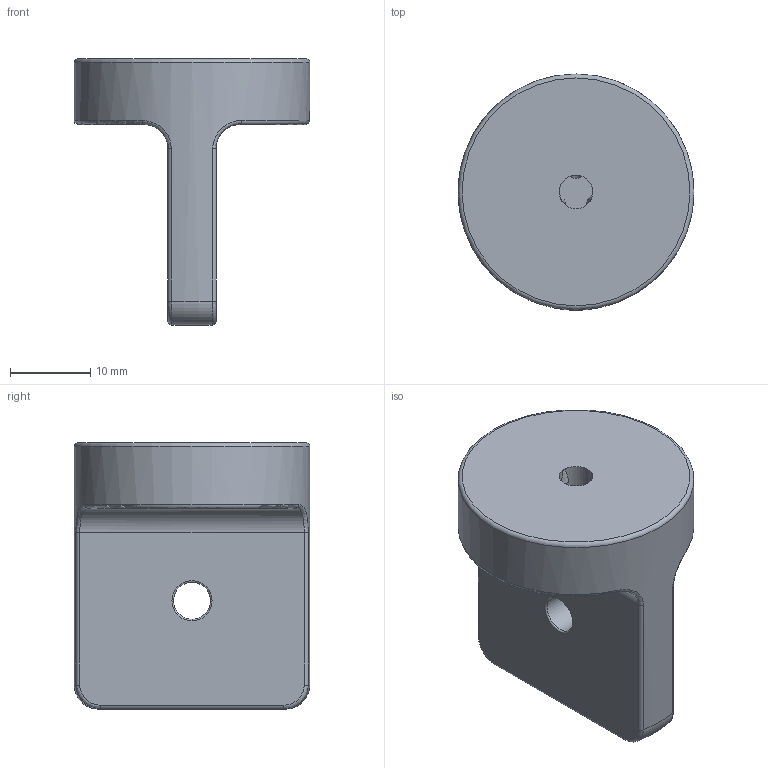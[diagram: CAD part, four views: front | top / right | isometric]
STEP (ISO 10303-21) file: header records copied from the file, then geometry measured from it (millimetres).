
FILE_DESCRIPTION(/* description */ (''),/* implementation_level */ '2;1');
FILE_NAME(/* name */ 'WheelHub.step',/* time_stamp */ '2025-10-08T19:12:09-07:00',/* author */ (''),/* organization */ (''),/* preprocessor_version */ 'ST-DEVELOPER v20.1',/* originating_system */ 'Autodesk Translation Framework v14.17.0.0',/* authorisation */ '');
FILE_SCHEMA (('AUTOMOTIVE_DESIGN { 1 0 10303 214 3 1 1 }'));
Length unit declared in the file: millimetre
Products named in the file (1): WheelHub
Bounding box: 29.4 x 29.4 x 33.18 mm (x, y, z)
Volume: 9702.1 mm3; surface area: 3970.2 mm2
Topology: 1 solids, 1 shells, 41 faces, 94 edges, 56 vertices
Faces by surface type: cylinder 16, bspline 11, torus 7, plane 7
Full cylindrical faces by diameter (mm): 4.6 x1, 29.4 x1
Entity records: 1548 total; most frequent: CARTESIAN_POINT 635, ORIENTED_EDGE 188, DIRECTION 182, EDGE_CURVE 94, AXIS2_PLACEMENT_3D 79, VERTEX_POINT 56, CIRCLE 48, EDGE_LOOP 44
